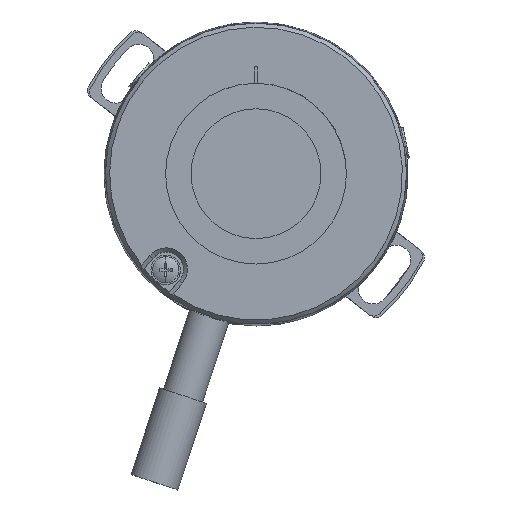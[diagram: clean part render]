
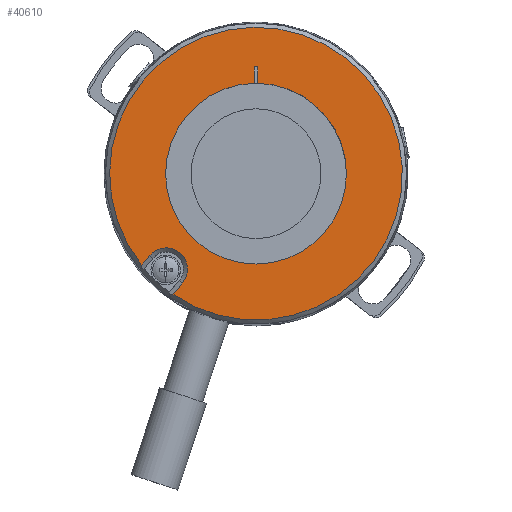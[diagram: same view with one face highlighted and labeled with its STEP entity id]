
A CAD part, top view. The second image highlights one B-rep face of the part: STEP entity #40610.
In plain terms, the highlighted planar face has unit normal (0, 0, 1).
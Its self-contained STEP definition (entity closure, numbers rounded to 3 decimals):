
#37180=CARTESIAN_POINT('',(456.852,71.697,
14.513));
#37190=DIRECTION('',(0.,0.,1.));
#37200=DIRECTION('',(1.,0.,0.));
#37210=AXIS2_PLACEMENT_3D('',#37180,#37190,#37200);
#37220=CIRCLE('',#37210,13.);
#37230=CARTESIAN_POINT('',(457.052,84.695,
14.513));
#37240=VERTEX_POINT('',#37230);
#37250=CARTESIAN_POINT('',(456.652,84.695,
14.513));
#37260=VERTEX_POINT('',#37250);
#37270=EDGE_CURVE('',#37240,#37260,#37220,.T.);
#37660=CARTESIAN_POINT('',(457.052,82.695,
14.513));
#37670=VERTEX_POINT('',#37660);
#37770=CARTESIAN_POINT('',(457.052,63.748,
14.513));
#37780=DIRECTION('',(0.,1.,0.));
#37790=VECTOR('',#37780,1.);
#37800=LINE('',#37770,#37790);
#37810=EDGE_CURVE('',#37670,#37240,#37800,.T.);
#39340=CARTESIAN_POINT('',(445.852,71.697,
14.513));
#39350=VERTEX_POINT('',#39340);
#39380=CARTESIAN_POINT('',(456.852,71.697,
14.513));
#39390=DIRECTION('',(0.,0.,1.));
#39400=DIRECTION('',(1.,0.,0.));
#39410=AXIS2_PLACEMENT_3D('',#39380,#39390,#39400);
#39420=CIRCLE('',#39410,11.);
#39430=CARTESIAN_POINT('',(456.652,82.695,
14.513));
#39440=VERTEX_POINT('',#39430);
#39450=EDGE_CURVE('',#39440,#39350,#39420,.T.);
#39630=CARTESIAN_POINT('',(467.852,71.697,
14.513));
#39640=VERTEX_POINT('',#39630);
#39650=EDGE_CURVE('',#39640,#37670,#39420,.T.);
#39820=CARTESIAN_POINT('',(456.652,63.883,
14.513));
#39830=DIRECTION('',(0.,-1.,0.));
#39840=VECTOR('',#39830,1.);
#39850=LINE('',#39820,#39840);
#39860=EDGE_CURVE('',#37260,#39440,#39850,.T.);
#40110=CARTESIAN_POINT('',(457.353,75.982,
14.513));
#40120=DIRECTION('',(-0.,0.,1.));
#40130=DIRECTION('',(0.5,-0.866,0.));
#40140=AXIS2_PLACEMENT_3D('',#40110,#40120,#40130);
#40150=PLANE('',#40140);
#40160=ORIENTED_EDGE('',*,*,#37810,.F.);
#40170=ORIENTED_EDGE('',*,*,#37270,.F.);
#40180=ORIENTED_EDGE('',*,*,#39860,.F.);
#40190=ORIENTED_EDGE('',*,*,#39450,.F.);
#40200=EDGE_CURVE('',#39350,#39640,#39420,.T.);
#40210=ORIENTED_EDGE('',*,*,#40200,.F.);
#40220=ORIENTED_EDGE('',*,*,#39650,.F.);
#40230=EDGE_LOOP('',(#40220,#40210,#40190,#40180,#40170,#40160));
#40240=FACE_BOUND('',#40230,.T.);
#40250=CARTESIAN_POINT('',(453.446,64.961,
14.513));
#40260=DIRECTION('',(-0.645,-0.764,0.));
#40270=VECTOR('',#40260,1.);
#40280=LINE('',#40250,#40270);
#40290=CARTESIAN_POINT('',(447.907,58.393,
14.513));
#40300=VERTEX_POINT('',#40290);
#40310=CARTESIAN_POINT('',(446.748,57.018,
14.513));
#40320=VERTEX_POINT('',#40310);
#40330=EDGE_CURVE('',#40300,#40320,#40280,.T.);
#40340=ORIENTED_EDGE('',*,*,#40330,.T.);
#40350=CARTESIAN_POINT('',(445.919,60.069,
14.513));
#40360=DIRECTION('',(0.,0.,-1.));
#40370=DIRECTION('',(0.457,-0.889,0.));
#40380=AXIS2_PLACEMENT_3D('',#40350,#40360,#40370);
#40390=CIRCLE('',#40380,2.6);
#40400=CARTESIAN_POINT('',(443.932,61.745,
14.513));
#40410=VERTEX_POINT('',#40400);
#40420=EDGE_CURVE('',#40410,#40300,#40390,.T.);
#40430=ORIENTED_EDGE('',*,*,#40420,.T.);
#40440=CARTESIAN_POINT('',(448.147,66.743,
14.513));
#40450=DIRECTION('',(0.645,0.764,0.));
#40460=VECTOR('',#40450,1.);
#40470=LINE('',#40440,#40460);
#40480=CARTESIAN_POINT('',(442.936,60.564,
14.513));
#40490=VERTEX_POINT('',#40480);
#40500=EDGE_CURVE('',#40490,#40410,#40470,.T.);
#40510=ORIENTED_EDGE('',*,*,#40500,.T.);
#40520=CARTESIAN_POINT('',(456.852,71.697,
14.513));
#40530=DIRECTION('',(0.,0.,-1.));
#40540=DIRECTION('',(-0.948,0.319,0.));
#40550=AXIS2_PLACEMENT_3D('',#40520,#40530,#40540);
#40560=CIRCLE('',#40550,17.82);
#40570=EDGE_CURVE('',#40490,#40320,#40560,.T.);
#40580=ORIENTED_EDGE('',*,*,#40570,.F.);
#40590=EDGE_LOOP('',(#40580,#40510,#40430,#40340));
#40600=FACE_OUTER_BOUND('',#40590,.T.);
#40610=ADVANCED_FACE('',(#40240,#40600),#40150,.T.);
